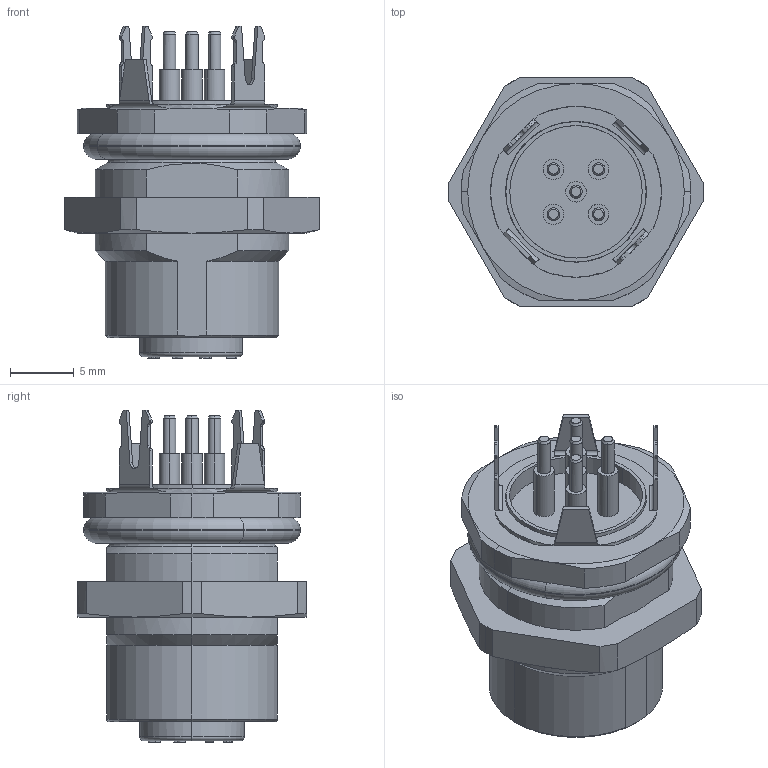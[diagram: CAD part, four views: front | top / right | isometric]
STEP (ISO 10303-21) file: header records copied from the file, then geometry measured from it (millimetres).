
FILE_DESCRIPTION(('CATIA V5R24 STEP','CAx-IF Rec.Pracs.--- Model Styling and Organization---1.2---2011-12-15'),'2;1');
FILE_NAME ('D1452159_0_1467820000_1467820000.stp','2017-04-19T06:15:38+00:00',('Weidmueller Interface'),('Weidmueller'),'CATIA Version 5-6 Release 2014 SP4 HF52','CATIA V5 STEP AP214','none');
FILE_SCHEMA(('AUTOMOTIVE_DESIGN { 1 0 10303 214 1 1 1 1 }'));
Length unit declared in the file: millimetre
Products named in the file (1): v5-standard_part
Bounding box: 20 x 18 x 26.05 mm (x, y, z)
Volume: 3127.8 mm3; surface area: 3402.5 mm2
Topology: 9 solids, 9 shells, 447 faces, 1144 edges, 732 vertices
Faces by surface type: cylinder 160, plane 144, cone 66, extrusion 53, torus 20, sphere 4
Entity records: 14987 total; most frequent: CARTESIAN_POINT 4712, ORIENTED_EDGE 2280, DIRECTION 1688, EDGE_CURVE 1140, VERTEX_POINT 732, AXIS2_PLACEMENT_3D 702, VECTOR 607, LINE 554
